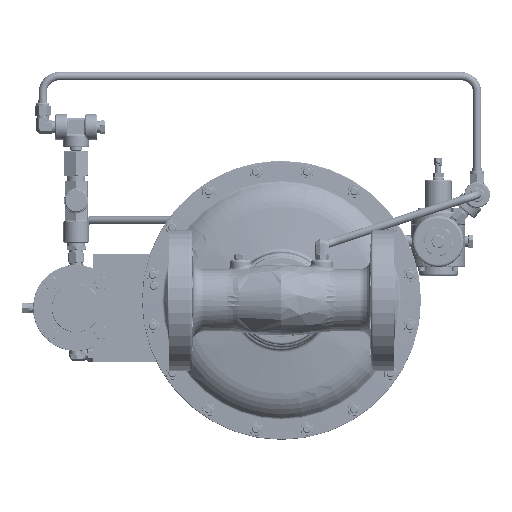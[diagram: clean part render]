
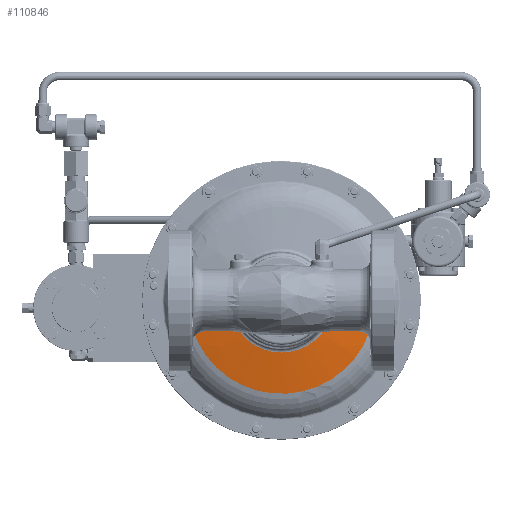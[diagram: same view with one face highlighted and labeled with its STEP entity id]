
A CAD part, front view. The second image highlights one B-rep face of the part: STEP entity #110846.
In plain terms, the highlighted spherical face has radius 584.2 mm.
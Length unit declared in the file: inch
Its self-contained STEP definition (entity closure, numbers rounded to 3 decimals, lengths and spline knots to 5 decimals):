
#622 = CARTESIAN_POINT ( 'NONE',  ( -3.52228, 9.38125, -0.33948 ) ) ;
#3980 = CIRCLE ( 'NONE', #192471, 23. ) ;
#16932 = CARTESIAN_POINT ( 'NONE',  ( 2.41202, 9.23429, 0. ) ) ;
#28407 = CARTESIAN_POINT ( 'NONE',  ( -3.42426, 9.3638, 0. ) ) ;
#30114 = CARTESIAN_POINT ( 'NONE',  ( -3.47074, 9.37207, -0.23653 ) ) ;
#31273 = AXIS2_PLACEMENT_3D ( 'NONE', #128636, #104304, #81632 ) ;
#38824 = EDGE_CURVE ( 'NONE', #179947, #282444, #208440, .T. ) ;
#42712 = DIRECTION ( 'NONE',  ( 1., 0., 0. ) ) ;
#47112 = VERTEX_POINT ( 'NONE', #76194 ) ;
#48077 = DIRECTION ( 'NONE',  ( 0., -1., 0. ) ) ;
#49801 = CARTESIAN_POINT ( 'NONE',  ( -2.41202, 9.23429, 0. ) ) ;
#51076 = CARTESIAN_POINT ( 'NONE',  ( -3.62097, 9.39884, -0.45551 ) ) ;
#54523 = CARTESIAN_POINT ( 'NONE',  ( -3.49213, 9.37588, -0.28316 ) ) ;
#56198 = CARTESIAN_POINT ( 'NONE',  ( -4.18133, 9.49906, -0.61424 ) ) ;
#56479 = ORIENTED_EDGE ( 'NONE', *, *, #38824, .T. ) ;
#57941 = CARTESIAN_POINT ( 'NONE',  ( -4.2306, 9.5079, -0.60211 ) ) ;
#63711 = DIRECTION ( 'NONE',  ( 1., 0., 0. ) ) ;
#67598 = DIRECTION ( 'NONE',  ( -1., 0., 0. ) ) ;
#72586 = ORIENTED_EDGE ( 'NONE', *, *, #170760, .T. ) ;
#76194 = CARTESIAN_POINT ( 'NONE',  ( 4.31849, 9.51652, 0. ) ) ;
#79276 = DIRECTION ( 'NONE',  ( -1., 0., 0. ) ) ;
#80563 = CARTESIAN_POINT ( 'NONE',  ( -3.55144, 9.38644, -0.38087 ) ) ;
#81632 = DIRECTION ( 'NONE',  ( 1., 0., 0. ) ) ;
#82243 = CARTESIAN_POINT ( 'NONE',  ( -3.88227, 9.4455, -0.60325 ) ) ;
#89702 = DIRECTION ( 'NONE',  ( 0., 0., 1. ) ) ;
#104304 = DIRECTION ( 'NONE',  ( 0., 0., 1. ) ) ;
#110846 = ADVANCED_FACE ( 'NONE', ( #307649 ), #288450, .T. ) ;
#118489 = ORIENTED_EDGE ( 'NONE', *, *, #195604, .F. ) ;
#128636 = CARTESIAN_POINT ( 'NONE',  ( 0., 32.10747, 0. ) ) ;
#130972 = CARTESIAN_POINT ( 'NONE',  ( -3.67922, 9.40923, -0.50403 ) ) ;
#132728 = CARTESIAN_POINT ( 'NONE',  ( -3.43216, 9.3652, -0.10221 ) ) ;
#134413 = CARTESIAN_POINT ( 'NONE',  ( -3.74266, 9.42055, -0.54511 ) ) ;
#136133 = CARTESIAN_POINT ( 'NONE',  ( -3.93108, 9.45423, -0.61496 ) ) ;
#137838 = CARTESIAN_POINT ( 'NONE',  ( -3.47571, 9.37296, -0.24831 ) ) ;
#157031 = CIRCLE ( 'NONE', #212252, 4.31849 ) ;
#157069 = CARTESIAN_POINT ( 'NONE',  ( -3.42426, 9.3638, -0.02546 ) ) ;
#157928 = EDGE_CURVE ( 'NONE', #193898, #47112, #157031, .T. ) ;
#160481 = CARTESIAN_POINT ( 'NONE',  ( -3.81123, 9.4328, -0.57817 ) ) ;
#162173 = CARTESIAN_POINT ( 'NONE',  ( -4.25481, 9.51225, -0.59458 ) ) ;
#170760 = EDGE_CURVE ( 'NONE', #269292, #193898, #238517, .T. ) ;
#175055 = AXIS2_PLACEMENT_3D ( 'NONE', #252810, #89702, #42712 ) ;
#175285 = DIRECTION ( 'NONE',  ( 0., 0., -1. ) ) ;
#179947 = VERTEX_POINT ( 'NONE', #16932 ) ;
#186123 = AXIS2_PLACEMENT_3D ( 'NONE', #298242, #322555, #63711 ) ;
#186504 = CARTESIAN_POINT ( 'NONE',  ( -3.72094, 9.41667, -0.53224 ) ) ;
#188233 = CARTESIAN_POINT ( 'NONE',  ( -4.15639, 9.49459, -0.61881 ) ) ;
#189905 = CARTESIAN_POINT ( 'NONE',  ( -4.08164, 9.48119, -0.62797 ) ) ;
#192471 = AXIS2_PLACEMENT_3D ( 'NONE', #196147, #175285, #67598 ) ;
#193898 = VERTEX_POINT ( 'NONE', #324953 ) ;
#195604 = EDGE_CURVE ( 'NONE', #269292, #282444, #313620, .T. ) ;
#196147 = CARTESIAN_POINT ( 'NONE',  ( 0., 32.10747, 0. ) ) ;
#208440 = CIRCLE ( 'NONE', #186123, 2.41202 ) ;
#210846 = CARTESIAN_POINT ( 'NONE',  ( -3.4864, 9.37486, -0.27162 ) ) ;
#212252 = AXIS2_PLACEMENT_3D ( 'NONE', #317209, #48077, #79276 ) ;
#214225 = CARTESIAN_POINT ( 'NONE',  ( -3.44928, 9.36825, -0.17666 ) ) ;
#215964 = CARTESIAN_POINT ( 'NONE',  ( -4.03154, 9.47221, -0.62818 ) ) ;
#236841 = CARTESIAN_POINT ( 'NONE',  ( -3.85828, 9.44121, -0.59597 ) ) ;
#238517 = B_SPLINE_CURVE_WITH_KNOTS ( 'NONE', 3,
 ( #28407, #157069, #294213, #132728, #241964, #214225, #320211, #30114, #137838, #210846, #54523, #622, #80563, #321937, #51076, #269804, #130972, #186504, #134413, #323667, #290757, #160481, #243710, #236841, #82243, #136133, #240263, #215964, #189905, #188233, #56198, #57941, #162173, #262983 ),
 .UNSPECIFIED., .F., .F.,
 ( 4, 2, 2, 2, 2, 2, 2, 2, 2, 2, 2, 2, 2, 2, 2, 2, 4 ),
 ( 0.03103, 0.03296, 0.0349, 0.03684, 0.03781, 0.03878, 0.04265, 0.04459, 0.04652, 0.04846, 0.04943, 0.0504, 0.05233, 0.05427, 0.05814, 0.06008, 0.06202 ),
 .UNSPECIFIED. ) ;
#240263 = CARTESIAN_POINT ( 'NONE',  ( -3.95595, 9.45868, -0.61939 ) ) ;
#241964 = CARTESIAN_POINT ( 'NONE',  ( -3.43688, 9.36604, -0.12733 ) ) ;
#243710 = CARTESIAN_POINT ( 'NONE',  ( -3.82291, 9.43489, -0.58289 ) ) ;
#252810 = CARTESIAN_POINT ( 'NONE',  ( 0., 32.10747, 0. ) ) ;
#262983 = CARTESIAN_POINT ( 'NONE',  ( -4.2786, 9.51652, -0.58557 ) ) ;
#269292 = VERTEX_POINT ( 'NONE', #315684 ) ;
#269804 = CARTESIAN_POINT ( 'NONE',  ( -3.65922, 9.40566, -0.48869 ) ) ;
#271278 = ORIENTED_EDGE ( 'NONE', *, *, #272252, .T. ) ;
#272252 = EDGE_CURVE ( 'NONE', #47112, #179947, #3980, .T. ) ;
#282444 = VERTEX_POINT ( 'NONE', #49801 ) ;
#288450 = SPHERICAL_SURFACE ( 'NONE', #31273, 23. ) ;
#290757 = CARTESIAN_POINT ( 'NONE',  ( -3.78807, 9.42866, -0.56799 ) ) ;
#294213 = CARTESIAN_POINT ( 'NONE',  ( -3.42582, 9.36407, -0.05104 ) ) ;
#298242 = CARTESIAN_POINT ( 'NONE',  ( 0., 9.23429, 0. ) ) ;
#307649 = FACE_OUTER_BOUND ( 'NONE', #308095, .T. ) ;
#308095 = EDGE_LOOP ( 'NONE', ( #118489, #72586, #337224, #271278, #56479 ) ) ;
#313620 = CIRCLE ( 'NONE', #175055, 23. ) ;
#315684 = CARTESIAN_POINT ( 'NONE',  ( -3.42426, 9.3638, 0. ) ) ;
#317209 = CARTESIAN_POINT ( 'NONE',  ( 0., 9.51652, 0. ) ) ;
#320211 = CARTESIAN_POINT ( 'NONE',  ( -3.45697, 9.36962, -0.20088 ) ) ;
#321937 = CARTESIAN_POINT ( 'NONE',  ( -3.60261, 9.39556, -0.43752 ) ) ;
#322555 = DIRECTION ( 'NONE',  ( 0., 1., 0. ) ) ;
#323667 = CARTESIAN_POINT ( 'NONE',  ( -3.77656, 9.42661, -0.56252 ) ) ;
#324953 = CARTESIAN_POINT ( 'NONE',  ( -4.2786, 9.51652, -0.58557 ) ) ;
#337224 = ORIENTED_EDGE ( 'NONE', *, *, #157928, .T. ) ;
